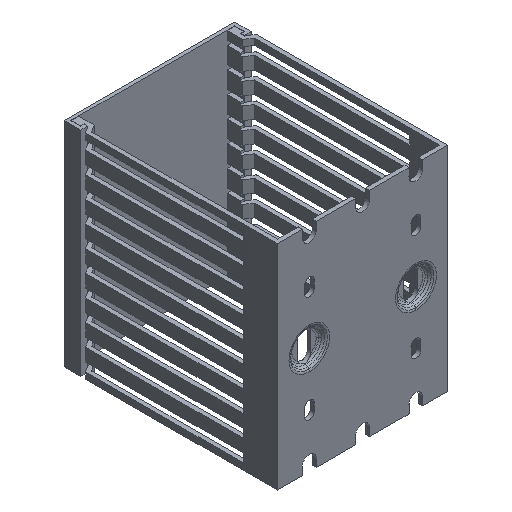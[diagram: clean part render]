
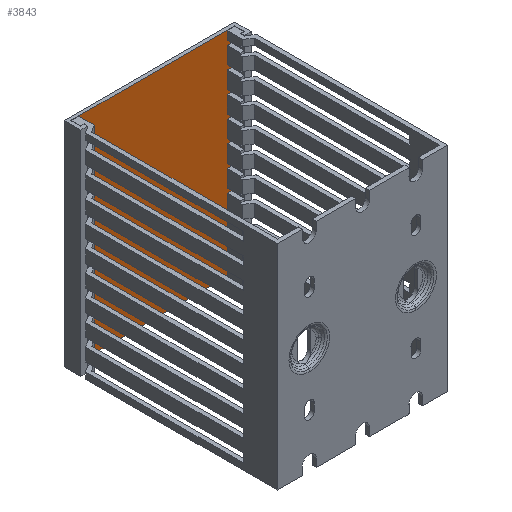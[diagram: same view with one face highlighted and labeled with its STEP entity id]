
A CAD part, isometric view. The second image highlights one B-rep face of the part: STEP entity #3843.
In plain terms, the highlighted planar face has unit normal (0, -1, 0).
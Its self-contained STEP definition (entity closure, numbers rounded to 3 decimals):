
#3233=DIRECTION('',(0.,0.,1.));
#3234=VECTOR('',#3233,100.);
#3235=CARTESIAN_POINT('',(38.4,6.2,900.));
#3236=LINE('',#3235,#3234);
#3464=DIRECTION('',(-1.,0.,0.));
#3465=VECTOR('',#3464,76.8);
#3466=CARTESIAN_POINT('',(38.4,6.2,900.));
#3467=LINE('',#3466,#3465);
#3471=DIRECTION('',(0.,0.,1.));
#3472=VECTOR('',#3471,100.);
#3473=CARTESIAN_POINT('',(-38.4,6.2,900.));
#3474=LINE('',#3473,#3472);
#3478=DIRECTION('',(1.,0.,0.));
#3479=VECTOR('',#3478,76.8);
#3480=CARTESIAN_POINT('',(-38.4,6.2,1000.));
#3481=LINE('',#3480,#3479);
#3485=CARTESIAN_POINT('',(38.4,6.2,900.));
#3487=VERTEX_POINT('',#3485);
#3489=CARTESIAN_POINT('',(38.4,6.2,1000.));
#3490=VERTEX_POINT('',#3489);
#3511=CARTESIAN_POINT('',(-38.4,6.2,900.));
#3512=VERTEX_POINT('',#3511);
#3516=CARTESIAN_POINT('',(-38.4,6.2,1000.));
#3518=VERTEX_POINT('',#3516);
#3832=CARTESIAN_POINT('',(-38.4,6.2,-1000.));
#3833=DIRECTION('',(0.,1.,0.));
#3834=DIRECTION('',(0.,0.,1.));
#3835=AXIS2_PLACEMENT_3D('',#3832,#3833,#3834);
#3836=PLANE('',#3835);
#3837=ORIENTED_EDGE('',*,*,#3582,.T.);
#3838=ORIENTED_EDGE('',*,*,#3661,.T.);
#3839=ORIENTED_EDGE('',*,*,#3640,.T.);
#3840=ORIENTED_EDGE('',*,*,#3540,.F.);
#3841=EDGE_LOOP('',(#3837,#3838,#3839,#3840));
#3842=FACE_OUTER_BOUND('',#3841,.F.);
#3540=EDGE_CURVE('',#3487,#3490,#3236,.T.);
#3582=EDGE_CURVE('',#3487,#3512,#3467,.T.);
#3640=EDGE_CURVE('',#3518,#3490,#3481,.T.);
#3661=EDGE_CURVE('',#3512,#3518,#3474,.T.);
#3843=ADVANCED_FACE('',(#3842),#3836,.F.);
